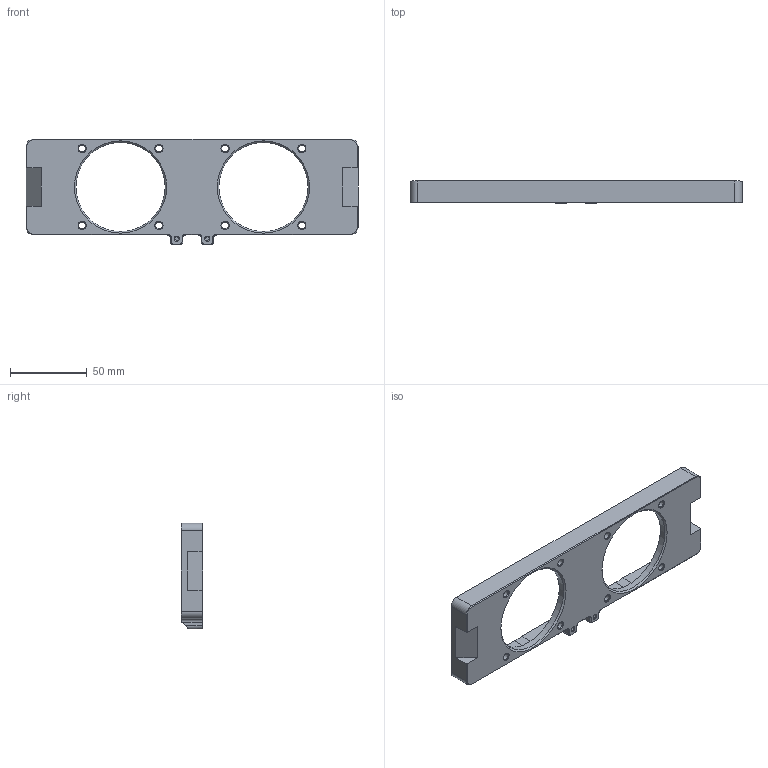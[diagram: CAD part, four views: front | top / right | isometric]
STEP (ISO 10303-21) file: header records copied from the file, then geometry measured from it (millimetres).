
FILE_DESCRIPTION(/* description */ (''),/* implementation_level */ '2;1');
FILE_NAME(/* name */ '02_23__XP__Hepa_Filter_Housing___V1.1.step',/* time_stamp */ '2025-04-03T11:32:05+02:00',/* author */ (''),/* organization */ (''),/* preprocessor_version */ 'ST-DEVELOPER v20.1',/* originating_system */ 'Autodesk Translation Framework v14.4.0.0',/* authorisation */ '');
FILE_SCHEMA (('AUTOMOTIVE_DESIGN { 1 0 10303 214 3 1 1 }'));
Length unit declared in the file: millimetre
Products named in the file (1): 02_23__XP__Hepa_Filter_Housing___V1.1
Bounding box: 216 x 14.2 x 68.9 mm (x, y, z)
Volume: 44380.1 mm3; surface area: 36250 mm2
Topology: 1 solids, 1 shells, 247 faces, 646 edges, 404 vertices
Faces by surface type: plane 131, cylinder 88, cone 28
Full cylindrical faces by diameter (mm): 2.4 x2, 4.3 x12, 58 x2
Entity records: 7624 total; most frequent: DIRECTION 1350, CARTESIAN_POINT 1298, ORIENTED_EDGE 1292, EDGE_CURVE 646, AXIS2_PLACEMENT_3D 456, LINE 438, VECTOR 438, VERTEX_POINT 404
